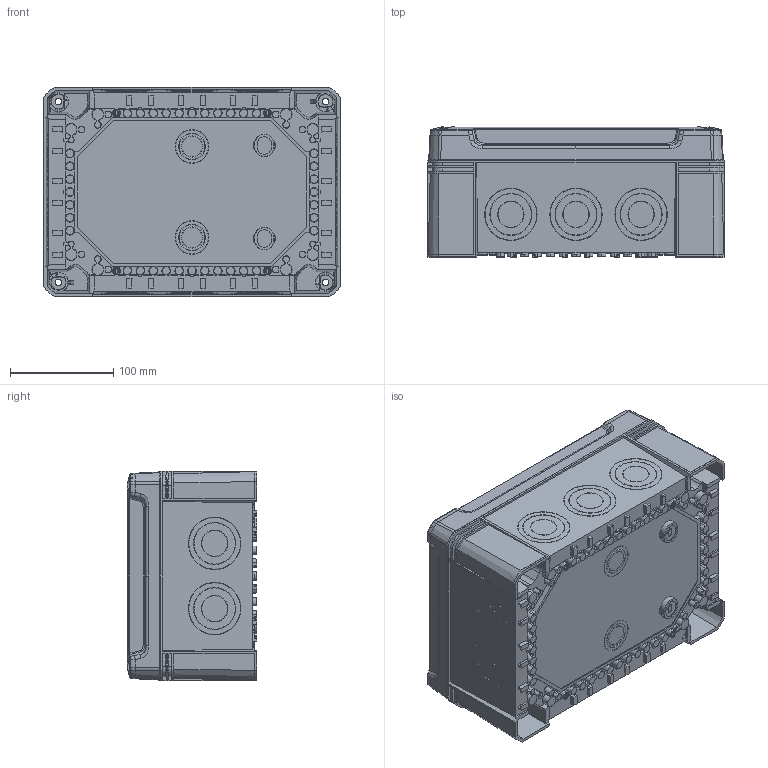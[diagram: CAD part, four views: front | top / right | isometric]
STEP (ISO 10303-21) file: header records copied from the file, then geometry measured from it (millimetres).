
FILE_DESCRIPTION (( 'STEP AP214' ), '1' );
FILE_NAME ('2005104.STEP', '2026-03-24T10:11:43', ( '' ), ( '' ), 'SwSTEP 2.0', 'SolidWorks 2024', '' );
FILE_SCHEMA (( 'AUTOMOTIVE_DESIGN' ));
Length unit declared in the file: millimetre
Products named in the file (5): 050559_Standard; P_0000011441_1_Standard; 2005104; 076460_SJB935BC-10-breakout opening-M25-40-50; 113245_Standard
Assembly tree (3 placements, depth 3):
  P_0000011441_1_Standard
  2005104
    076460_SJB935BC-10-breakout opening-M25-40-50
    113245_Standard
      050559_Standard
Bounding box: 286.3 x 125.71 x 202.2 mm (x, y, z)
Volume: 753596.3 mm3; surface area: 586004.6 mm2
Topology: 2 solids, 2 shells, 5248 faces, 13158 edges, 7696 vertices
Faces by surface type: plane 2016, cylinder 1706, bspline 544, cone 506, sphere 448, torus 28
Entity records: 160006 total; most frequent: CARTESIAN_POINT 42370, ORIENTED_EDGE 25436, DIRECTION 23976, EDGE_CURVE 12718, AXIS2_PLACEMENT_3D 8685, VERTEX_POINT 7696, VECTOR 6606, LINE 6606
